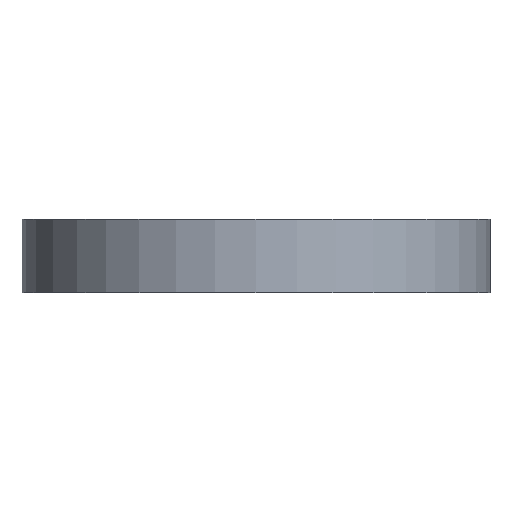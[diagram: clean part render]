
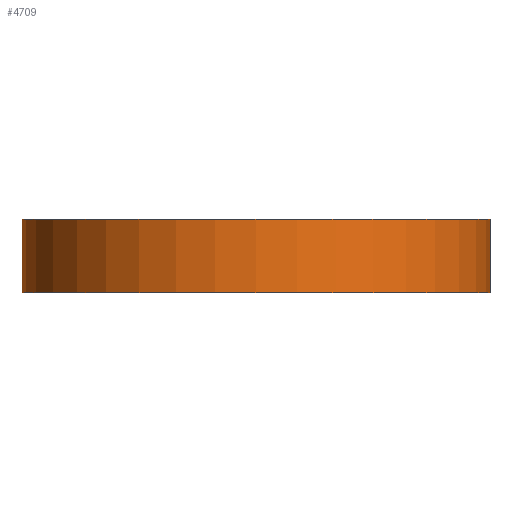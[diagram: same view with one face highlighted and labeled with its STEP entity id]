
A CAD part, front view. The second image highlights one B-rep face of the part: STEP entity #4709.
In plain terms, the highlighted cylindrical face has radius 47.6 mm (diameter 95.2 mm), a full revolution.
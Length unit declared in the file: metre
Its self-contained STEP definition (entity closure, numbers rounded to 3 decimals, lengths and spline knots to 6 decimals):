
#776=CYLINDRICAL_SURFACE('',#5223,0.0476);
#2039=ORIENTED_EDGE('',*,*,#2545,.T.);
#2040=ORIENTED_EDGE('',*,*,#2798,.T.);
#2545=EDGE_CURVE('',#3303,#3303,#3809,.T.);
#2798=EDGE_CURVE('',#3556,#3556,#3936,.T.);
#3303=VERTEX_POINT('',#6247);
#3556=VERTEX_POINT('',#8518);
#3809=CIRCLE('',#4842,0.0476);
#3936=CIRCLE('',#4970,0.0476);
#4193=EDGE_LOOP('',(#2039));
#4194=EDGE_LOOP('',(#2040));
#4451=FACE_BOUND('',#4193,.T.);
#4452=FACE_BOUND('',#4194,.T.);
#4709=ADVANCED_FACE('',(#4451,#4452),#776,.T.);
#4842=AXIS2_PLACEMENT_3D('',#6246,#5228,#5229);
#4970=AXIS2_PLACEMENT_3D('',#8517,#5484,#5485);
#5223=AXIS2_PLACEMENT_3D('',#11165,#6242,#6243);
#5228=DIRECTION('',(0.,0.,-1.));
#5229=DIRECTION('',(-1.,0.,0.));
#5484=DIRECTION('',(0.,0.,1.));
#5485=DIRECTION('',(-1.,0.,0.));
#6242=DIRECTION('',(0.,0.,1.));
#6243=DIRECTION('',(-1.,0.,0.));
#6246=CARTESIAN_POINT('',(0.,0.,0.0075));
#6247=CARTESIAN_POINT('',(-0.0476,0.,0.0075));
#8517=CARTESIAN_POINT('',(0.,0.,-0.0075));
#8518=CARTESIAN_POINT('',(-0.0476,0.,-0.0075));
#11165=CARTESIAN_POINT('',(0.,0.,-0.0075));
